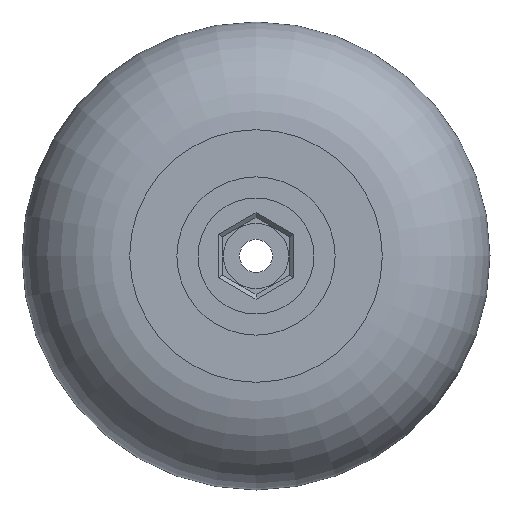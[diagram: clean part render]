
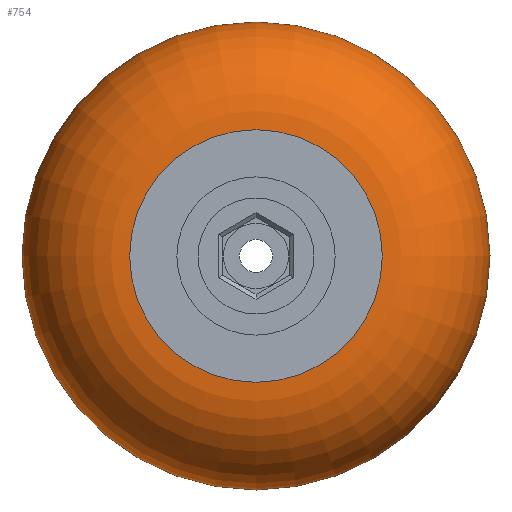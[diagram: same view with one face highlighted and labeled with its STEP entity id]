
A CAD part, front view. The second image highlights one B-rep face of the part: STEP entity #754.
In plain terms, the highlighted toroidal (fillet/blend) face has major radius 15.25 mm and minor radius 13 mm.
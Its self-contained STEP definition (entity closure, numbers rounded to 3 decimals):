
#19=TOROIDAL_SURFACE('',#835,15.25,13.);
#195=FACE_OUTER_BOUND('',#251,.T.);
#251=EDGE_LOOP('',(#563,#564,#565,#566,#567));
#296=CIRCLE('',#805,15.25);
#316=CIRCLE('',#836,13.);
#317=CIRCLE('',#837,28.25);
#318=CIRCLE('',#838,28.25);
#332=VERTEX_POINT('',#1144);
#354=VERTEX_POINT('',#1207);
#355=VERTEX_POINT('',#1209);
#400=EDGE_CURVE('',#332,#332,#296,.T.);
#430=EDGE_CURVE('',#332,#354,#316,.T.);
#431=EDGE_CURVE('',#355,#354,#317,.T.);
#432=EDGE_CURVE('',#354,#355,#318,.T.);
#563=ORIENTED_EDGE('',*,*,#400,.T.);
#564=ORIENTED_EDGE('',*,*,#430,.T.);
#565=ORIENTED_EDGE('',*,*,#431,.F.);
#566=ORIENTED_EDGE('',*,*,#432,.F.);
#567=ORIENTED_EDGE('',*,*,#430,.F.);
#754=ADVANCED_FACE('',(#195),#19,.T.);
#805=AXIS2_PLACEMENT_3D('',#1145,#911,#912);
#835=AXIS2_PLACEMENT_3D('',#1206,#981,#982);
#836=AXIS2_PLACEMENT_3D('',#1208,#983,#984);
#837=AXIS2_PLACEMENT_3D('',#1210,#985,#986);
#838=AXIS2_PLACEMENT_3D('',#1211,#987,#988);
#911=DIRECTION('center_axis',(0.,1.,0.));
#912=DIRECTION('ref_axis',(-1.,0.,0.));
#981=DIRECTION('center_axis',(0.,-1.,0.));
#982=DIRECTION('ref_axis',(0.,0.,1.));
#983=DIRECTION('center_axis',(1.,0.,0.));
#984=DIRECTION('ref_axis',(0.,0.,-1.));
#985=DIRECTION('center_axis',(0.,1.,0.));
#986=DIRECTION('ref_axis',(-1.,0.,0.));
#987=DIRECTION('center_axis',(0.,1.,0.));
#988=DIRECTION('ref_axis',(-1.,0.,0.));
#1144=CARTESIAN_POINT('',(100.,69.9,-15.25));
#1145=CARTESIAN_POINT('Origin',(100.,69.9,0.));
#1206=CARTESIAN_POINT('Origin',(100.,82.9,0.));
#1207=CARTESIAN_POINT('',(100.,82.9,-28.25));
#1208=CARTESIAN_POINT('Origin',(100.,82.9,-15.25));
#1209=CARTESIAN_POINT('',(100.,82.9,28.25));
#1210=CARTESIAN_POINT('Origin',(100.,82.9,0.));
#1211=CARTESIAN_POINT('Origin',(100.,82.9,0.));
